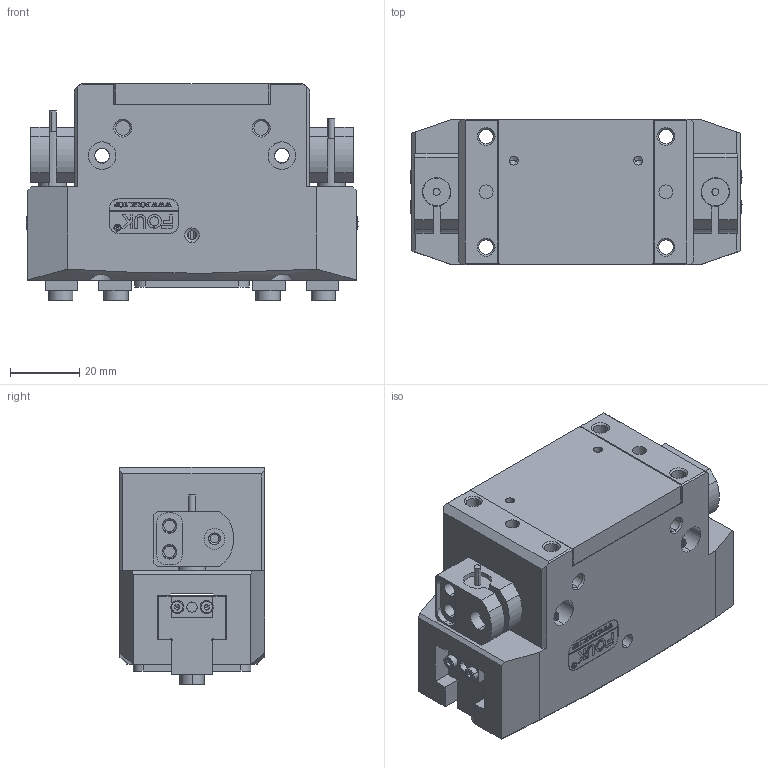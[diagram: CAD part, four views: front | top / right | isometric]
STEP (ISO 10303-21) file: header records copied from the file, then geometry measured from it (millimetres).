
FILE_DESCRIPTION (( 'STEP AP203' ), '1' );
FILE_NAME ('TR30-95-L.STEP', '2024-11-21T01:24:52', ( 'USER-' ), ( 'Microsoft' ), 'SwSTEP 2.0', 'SolidWorks 2018', '' );
FILE_SCHEMA (( 'CONFIG_CONTROL_DESIGN' ));
Length unit declared in the file: millimetre
Products named in the file (17): TR30-95-L-杅耀.sldasm-Part-16; TR30-95-L-杅耀.sldasm-Part-12; TR30-95-L-杅耀.sldasm-Part-11; TR30-95-L-杅耀.sldasm-Part-6; TR30-95-L; TR30-95-L-杅耀.sldasm-Part-4; 20x10-R3; 揤輸蚾饜极; TR30-95-L-杅耀.sldasm-Part-7; TR30-95-L-杅耀.sldasm-Part-5; TR30-95-L-杅耀.sldasm-Part-18; TR30-95-L-杅耀.sldasm-Part-14; 埴翐芛_GB_FASTENER_SCREWS_HSHCS M2X8-N; TR30-95-L-菁裔啣; TR30-95-L-杅耀.sldasm-Part-3; TR30-95-L-杅耀.sldasm-Part-9; 揤輸杅耀.sldasm-Part-9
Assembly tree (19 placements, depth 3):
  TR30-95-L
    TR30-95-L-杅耀.sldasm-Part-3
    TR30-95-L-杅耀.sldasm-Part-4
    TR30-95-L-杅耀.sldasm-Part-5
    TR30-95-L-杅耀.sldasm-Part-6
    TR30-95-L-杅耀.sldasm-Part-7
    TR30-95-L-杅耀.sldasm-Part-9
    TR30-95-L-杅耀.sldasm-Part-11
    TR30-95-L-杅耀.sldasm-Part-12
    TR30-95-L-杅耀.sldasm-Part-14
    TR30-95-L-杅耀.sldasm-Part-16
    TR30-95-L-杅耀.sldasm-Part-18  x2
    TR30-95-L-菁裔啣
    揤輸蚾饜极  x2
      揤輸杅耀.sldasm-Part-9
      埴翐芛_GB_FASTENER_SCREWS_HSHCS M2X8-N
    20x10-R3
Bounding box: 96 x 42 x 63 mm (x, y, z)
Volume: 186433.4 mm3; surface area: 57115.5 mm2
Topology: 20 solids, 34 shells, 1165 faces, 2951 edges, 1886 vertices
Faces by surface type: plane 551, cylinder 295, cone 156, bspline 155, torus 8
Entity records: 37726 total; most frequent: CARTESIAN_POINT 12203, ORIENTED_EDGE 5062, DIRECTION 4543, EDGE_CURVE 2531, VERTEX_POINT 1647, VECTOR 1553, LINE 1553, AXIS2_PLACEMENT_3D 1495
